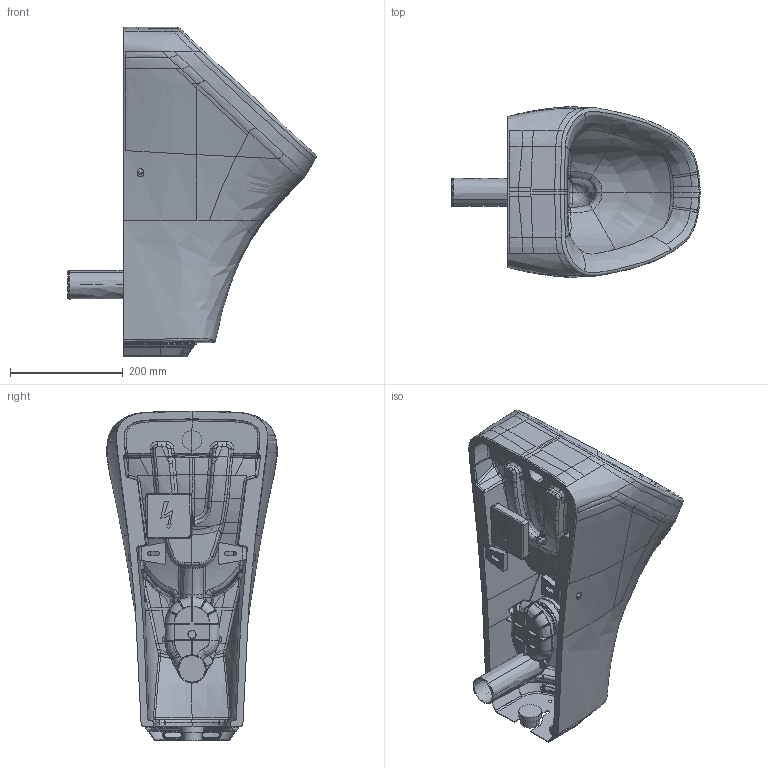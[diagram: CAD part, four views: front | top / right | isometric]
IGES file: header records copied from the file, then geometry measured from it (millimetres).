
Global section: file name: No Iges File Name specified; native system: Autodesk Inventor 2011; preprocessor: AutoDesk Inventor Iges Exporter R2011; author: Administrator; date: 20141104.111426; units: millimetre
Bounding box: 439.87 x 302.18 x 584.66 mm (x, y, z)
Volume: 9664602.8 mm3; surface area: 1050736.1 mm2
Topology: 10 solids, 11 shells, 2360 faces, 6281 edges, 3938 vertices
Faces by surface type: bspline 1188, plane 813, revolution 179, cylinder 114, torus 38, cone 28
